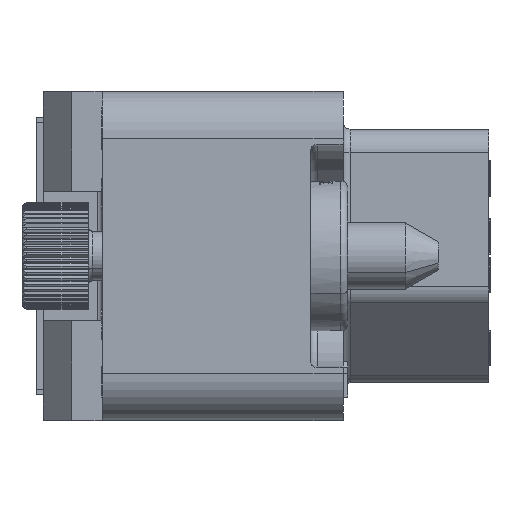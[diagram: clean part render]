
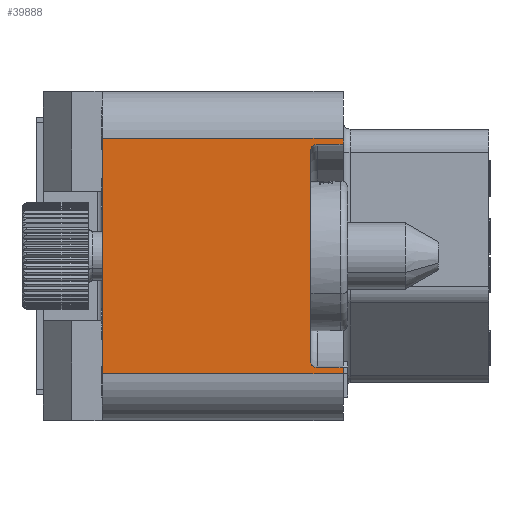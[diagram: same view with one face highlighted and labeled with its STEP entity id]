
A CAD part, left-side view. The second image highlights one B-rep face of the part: STEP entity #39888.
In plain terms, the highlighted planar face has unit normal (-1, 0, 0).
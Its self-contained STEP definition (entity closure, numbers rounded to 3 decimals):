
#2289=DIRECTION('',(0.,-1.,0.));
#2290=VECTOR('',#2289,10.25);
#2291=CARTESIAN_POINT('',(-40.,10.25,5.));
#2292=LINE('',#2291,#2290);
#2298=DIRECTION('',(0.,0.,1.));
#2299=VECTOR('',#2298,8.9);
#2300=CARTESIAN_POINT('',(-40.,1.4,-4.45));
#2301=LINE('',#2300,#2299);
#2302=DIRECTION('',(0.,1.,0.));
#2303=VECTOR('',#2302,1.1);
#2304=CARTESIAN_POINT('',(-40.,0.,-4.75));
#2305=LINE('',#2304,#2303);
#2306=DIRECTION('',(0.,0.,-1.));
#2307=VECTOR('',#2306,0.25);
#2308=CARTESIAN_POINT('',(-40.,0.,-4.75));
#2309=LINE('',#2308,#2307);
#2310=DIRECTION('',(0.,0.,-1.));
#2311=VECTOR('',#2310,0.25);
#2312=CARTESIAN_POINT('',(-40.,0.,5.));
#2313=LINE('',#2312,#2311);
#2314=DIRECTION('',(0.,1.,0.));
#2315=VECTOR('',#2314,1.1);
#2316=CARTESIAN_POINT('',(-40.,0.,4.75));
#2317=LINE('',#2316,#2315);
#2341=CARTESIAN_POINT('',(-40.,1.1,-4.45));
#2342=DIRECTION('',(1.,0.,0.));
#2343=DIRECTION('',(0.,0.,-1.));
#2344=AXIS2_PLACEMENT_3D('',#2341,#2342,#2343);
#2365=CARTESIAN_POINT('',(-40.,1.1,4.45));
#2366=DIRECTION('',(1.,0.,0.));
#2367=DIRECTION('',(0.,1.,0.));
#2368=AXIS2_PLACEMENT_3D('',#2365,#2366,#2367);
#2687=DIRECTION('',(0.,0.,-1.));
#2688=VECTOR('',#2687,10.);
#2689=CARTESIAN_POINT('',(-40.,10.25,5.));
#2690=LINE('',#2689,#2688);
#3228=DIRECTION('',(0.,1.,0.));
#3229=VECTOR('',#3228,10.25);
#3230=CARTESIAN_POINT('',(-40.,0.,-5.));
#3231=LINE('',#3230,#3229);
#30201=CARTESIAN_POINT('',(-40.,0.,5.));
#30202=VERTEX_POINT('',#30201);
#30203=CARTESIAN_POINT('',(-40.,10.25,5.));
#30204=VERTEX_POINT('',#30203);
#30209=CARTESIAN_POINT('',(-40.,10.25,-5.));
#30210=VERTEX_POINT('',#30209);
#30211=CARTESIAN_POINT('',(-40.,0.,-5.));
#30212=VERTEX_POINT('',#30211);
#30221=CARTESIAN_POINT('',(-40.,0.,-4.75));
#30223=VERTEX_POINT('',#30221);
#30227=CARTESIAN_POINT('',(-40.,0.,4.75));
#30228=VERTEX_POINT('',#30227);
#30438=CARTESIAN_POINT('',(-40.,1.4,-4.45));
#30440=VERTEX_POINT('',#30438);
#30442=CARTESIAN_POINT('',(-40.,1.1,-4.75));
#30444=VERTEX_POINT('',#30442);
#30449=CARTESIAN_POINT('',(-40.,1.4,4.45));
#30450=VERTEX_POINT('',#30449);
#30451=CARTESIAN_POINT('',(-40.,1.1,4.75));
#30452=VERTEX_POINT('',#30451);
#39864=CARTESIAN_POINT('',(-40.,0.,7.));
#39865=DIRECTION('',(-1.,0.,0.));
#39866=DIRECTION('',(0.,1.,0.));
#39867=AXIS2_PLACEMENT_3D('',#39864,#39865,#39866);
#39868=PLANE('',#39867);
#39870=ORIENTED_EDGE('',*,*,#39869,.F.);
#39872=ORIENTED_EDGE('',*,*,#39871,.F.);
#39874=ORIENTED_EDGE('',*,*,#39873,.F.);
#39875=ORIENTED_EDGE('',*,*,#39660,.T.);
#39877=ORIENTED_EDGE('',*,*,#39876,.T.);
#39879=ORIENTED_EDGE('',*,*,#39878,.F.);
#39880=ORIENTED_EDGE('',*,*,#39857,.T.);
#39881=ORIENTED_EDGE('',*,*,#39668,.T.);
#39883=ORIENTED_EDGE('',*,*,#39882,.T.);
#39885=ORIENTED_EDGE('',*,*,#39884,.F.);
#39886=EDGE_LOOP('',(#39870,#39872,#39874,#39875,#39877,#39879,#39880,#39881,
#39883,#39885));
#39887=FACE_OUTER_BOUND('',#39886,.F.);
#39888=ADVANCED_FACE('',(#39887),#39868,.T.);
#2345=CIRCLE('',#2344,0.3);
#2369=CIRCLE('',#2368,0.3);
#39660=EDGE_CURVE('',#30223,#30212,#2309,.T.);
#39668=EDGE_CURVE('',#30202,#30228,#2313,.T.);
#39857=EDGE_CURVE('',#30204,#30202,#2292,.T.);
#39869=EDGE_CURVE('',#30440,#30450,#2301,.T.);
#39871=EDGE_CURVE('',#30444,#30440,#2345,.T.);
#39873=EDGE_CURVE('',#30223,#30444,#2305,.T.);
#39876=EDGE_CURVE('',#30212,#30210,#3231,.T.);
#39878=EDGE_CURVE('',#30204,#30210,#2690,.T.);
#39882=EDGE_CURVE('',#30228,#30452,#2317,.T.);
#39884=EDGE_CURVE('',#30450,#30452,#2369,.T.);
